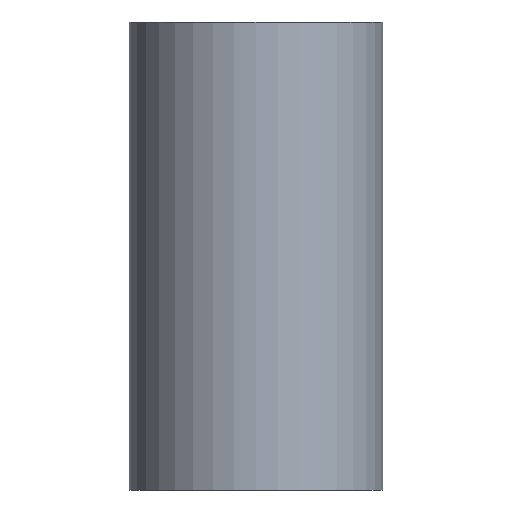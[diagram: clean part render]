
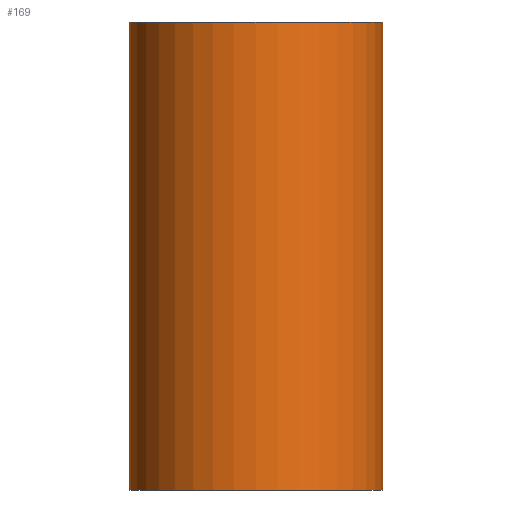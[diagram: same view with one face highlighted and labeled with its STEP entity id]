
A CAD part, left-side view. The second image highlights one B-rep face of the part: STEP entity #169.
In plain terms, the highlighted cylindrical face has radius 45.5 mm (diameter 91 mm), a full revolution.
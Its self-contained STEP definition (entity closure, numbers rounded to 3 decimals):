
#22=FACE_BOUND($,#58,.T.);
#23=FACE_BOUND($,#59,.T.);
#38=B_SPLINE_CURVE_WITH_KNOTS($,3,(#343,#344,#345,#346,#347,#348,#349,#350,
#351,#352,#353,#354,#355,#356,#357,#358,#359,#360),.UNSPECIFIED.,.F.,.F.,
(4,2,2,2,2,2,2,2,4),(12.412,13.205,13.997,
14.789,15.581,16.34,17.1,17.859,
18.619),.UNSPECIFIED.);
#39=B_SPLINE_CURVE_WITH_KNOTS($,3,(#362,#363,#364,#365,#366,#367,#368,#369,
#370,#371,#372,#373,#374,#375,#376,#377,#378,#379),.UNSPECIFIED.,.F.,.F.,
(4,2,2,2,2,2,2,2,4),(-12.412,-11.62,-10.828,
-10.036,-9.244,-8.485,-7.725,
-6.966,-6.206),.UNSPECIFIED.);
#40=B_SPLINE_CURVE_WITH_KNOTS($,3,(#381,#382,#383,#384,#385,#386,#387,#388,
#389,#390,#391,#392,#393,#394,#395,#396,#397,#398),.UNSPECIFIED.,.F.,.F.,
(4,2,2,2,2,2,2,2,4),(18.619,19.378,20.138,
20.897,21.656,22.449,23.241,24.033,
24.825),.UNSPECIFIED.);
#41=B_SPLINE_CURVE_WITH_KNOTS($,3,(#399,#400,#401,#402,#403,#404,#405,#406,
#407,#408,#409,#410,#411,#412,#413,#414,#415,#416),.UNSPECIFIED.,.F.,.F.,
(4,2,2,2,2,2,2,2,4),(-6.206,-5.447,-4.687,
-3.928,-3.168,-2.376,-1.584,
-0.792,0.),.UNSPECIFIED.);
#44=FACE_OUTER_BOUND($,#57,.T.);
#57=EDGE_LOOP($,(#131));
#58=EDGE_LOOP($,(#132));
#59=EDGE_LOOP($,(#133,#134,#135,#136));
#83=CIRCLE($,#189,45.5);
#84=CIRCLE($,#190,45.5);
#96=VERTEX_POINT($,#337);
#97=VERTEX_POINT($,#339);
#98=VERTEX_POINT($,#341);
#99=VERTEX_POINT($,#342);
#100=VERTEX_POINT($,#361);
#101=VERTEX_POINT($,#380);
#113=EDGE_CURVE($,#96,#96,#83,.T.);
#114=EDGE_CURVE($,#97,#97,#84,.T.);
#115=EDGE_CURVE($,#98,#99,#38,.T.);
#116=EDGE_CURVE($,#98,#100,#39,.T.);
#117=EDGE_CURVE($,#100,#101,#40,.T.);
#118=EDGE_CURVE($,#99,#101,#41,.T.);
#131=ORIENTED_EDGE($,*,*,#113,.F.);
#132=ORIENTED_EDGE($,*,*,#114,.T.);
#133=ORIENTED_EDGE($,*,*,#115,.F.);
#134=ORIENTED_EDGE($,*,*,#116,.T.);
#135=ORIENTED_EDGE($,*,*,#117,.T.);
#136=ORIENTED_EDGE($,*,*,#118,.F.);
#162=CYLINDRICAL_SURFACE($,#188,45.5);
#169=ADVANCED_FACE($,(#44,#22,#23),#162,.T.);
#188=AXIS2_PLACEMENT_3D($,#336,#220,#221);
#189=AXIS2_PLACEMENT_3D($,#338,#222,#223);
#190=AXIS2_PLACEMENT_3D($,#340,#224,#225);
#220=DIRECTION('center_axis',(0.,0.,1.));
#221=DIRECTION('ref_axis',(1.,0.,0.));
#222=DIRECTION('center_axis',(0.,0.,1.));
#223=DIRECTION('ref_axis',(1.,0.,0.));
#224=DIRECTION('center_axis',(0.,0.,1.));
#225=DIRECTION('ref_axis',(1.,0.,0.));
#336=CARTESIAN_POINT('Origin',(0.,0.,0.));
#337=CARTESIAN_POINT('',(-45.5,0.,168.));
#338=CARTESIAN_POINT('Origin',(0.,0.,168.));
#339=CARTESIAN_POINT('',(45.5,0.,0.));
#340=CARTESIAN_POINT('Origin',(0.,0.,0.));
#341=CARTESIAN_POINT('',(25.025,-38.,84.));
#342=CARTESIAN_POINT('',(45.5,0.,46.));
#343=CARTESIAN_POINT('Ctrl Pts',(25.025,-38.,84.));
#344=CARTESIAN_POINT('Ctrl Pts',(25.025,-38.,81.36));
#345=CARTESIAN_POINT('Ctrl Pts',(25.454,-37.725,78.775));
#346=CARTESIAN_POINT('Ctrl Pts',(26.922,-36.692,73.792));
#347=CARTESIAN_POINT('Ctrl Pts',(27.953,-35.933,71.392));
#348=CARTESIAN_POINT('Ctrl Pts',(30.287,-33.989,66.828));
#349=CARTESIAN_POINT('Ctrl Pts',(31.588,-32.802,64.663));
#350=CARTESIAN_POINT('Ctrl Pts',(34.197,-30.072,60.643));
#351=CARTESIAN_POINT('Ctrl Pts',(35.505,-28.528,58.788));
#352=CARTESIAN_POINT('Ctrl Pts',(37.882,-25.28,55.54));
#353=CARTESIAN_POINT('Ctrl Pts',(39.047,-23.468,54.014));
#354=CARTESIAN_POINT('Ctrl Pts',(41.19,-19.462,51.272));
#355=CARTESIAN_POINT('Ctrl Pts',(42.168,-17.268,50.056));
#356=CARTESIAN_POINT('Ctrl Pts',(43.786,-12.614,48.065));
#357=CARTESIAN_POINT('Ctrl Pts',(44.427,-10.148,47.29));
#358=CARTESIAN_POINT('Ctrl Pts',(45.285,-5.107,46.257));
#359=CARTESIAN_POINT('Ctrl Pts',(45.5,-2.531,46.));
#360=CARTESIAN_POINT('Ctrl Pts',(45.5,0.,46.));
#361=CARTESIAN_POINT('',(45.5,0.,122.));
#362=CARTESIAN_POINT('Ctrl Pts',(25.025,-38.,84.));
#363=CARTESIAN_POINT('Ctrl Pts',(25.025,-38.,86.64));
#364=CARTESIAN_POINT('Ctrl Pts',(25.454,-37.725,89.225));
#365=CARTESIAN_POINT('Ctrl Pts',(26.922,-36.692,94.208));
#366=CARTESIAN_POINT('Ctrl Pts',(27.953,-35.933,96.608));
#367=CARTESIAN_POINT('Ctrl Pts',(30.287,-33.989,101.172));
#368=CARTESIAN_POINT('Ctrl Pts',(31.588,-32.802,103.337));
#369=CARTESIAN_POINT('Ctrl Pts',(34.197,-30.072,107.357));
#370=CARTESIAN_POINT('Ctrl Pts',(35.505,-28.528,109.212));
#371=CARTESIAN_POINT('Ctrl Pts',(37.882,-25.28,112.46));
#372=CARTESIAN_POINT('Ctrl Pts',(39.047,-23.468,113.986));
#373=CARTESIAN_POINT('Ctrl Pts',(41.19,-19.462,116.728));
#374=CARTESIAN_POINT('Ctrl Pts',(42.168,-17.268,117.944));
#375=CARTESIAN_POINT('Ctrl Pts',(43.786,-12.614,119.935));
#376=CARTESIAN_POINT('Ctrl Pts',(44.427,-10.148,120.71));
#377=CARTESIAN_POINT('Ctrl Pts',(45.285,-5.107,121.743));
#378=CARTESIAN_POINT('Ctrl Pts',(45.5,-2.531,122.));
#379=CARTESIAN_POINT('Ctrl Pts',(45.5,0.,122.));
#380=CARTESIAN_POINT('',(25.025,38.,84.));
#381=CARTESIAN_POINT('Ctrl Pts',(45.5,0.,122.));
#382=CARTESIAN_POINT('Ctrl Pts',(45.5,2.531,122.));
#383=CARTESIAN_POINT('Ctrl Pts',(45.285,5.107,121.743));
#384=CARTESIAN_POINT('Ctrl Pts',(44.427,10.148,120.71));
#385=CARTESIAN_POINT('Ctrl Pts',(43.786,12.614,119.935));
#386=CARTESIAN_POINT('Ctrl Pts',(42.168,17.268,117.944));
#387=CARTESIAN_POINT('Ctrl Pts',(41.19,19.462,116.728));
#388=CARTESIAN_POINT('Ctrl Pts',(39.047,23.468,113.986));
#389=CARTESIAN_POINT('Ctrl Pts',(37.882,25.28,112.46));
#390=CARTESIAN_POINT('Ctrl Pts',(35.505,28.528,109.212));
#391=CARTESIAN_POINT('Ctrl Pts',(34.197,30.072,107.357));
#392=CARTESIAN_POINT('Ctrl Pts',(31.588,32.802,103.337));
#393=CARTESIAN_POINT('Ctrl Pts',(30.287,33.989,101.172));
#394=CARTESIAN_POINT('Ctrl Pts',(27.953,35.933,96.608));
#395=CARTESIAN_POINT('Ctrl Pts',(26.922,36.692,94.208));
#396=CARTESIAN_POINT('Ctrl Pts',(25.454,37.725,89.225));
#397=CARTESIAN_POINT('Ctrl Pts',(25.025,38.,86.64));
#398=CARTESIAN_POINT('Ctrl Pts',(25.025,38.,84.));
#399=CARTESIAN_POINT('Ctrl Pts',(45.5,0.,46.));
#400=CARTESIAN_POINT('Ctrl Pts',(45.5,2.531,46.));
#401=CARTESIAN_POINT('Ctrl Pts',(45.285,5.107,46.257));
#402=CARTESIAN_POINT('Ctrl Pts',(44.427,10.148,47.29));
#403=CARTESIAN_POINT('Ctrl Pts',(43.786,12.614,48.065));
#404=CARTESIAN_POINT('Ctrl Pts',(42.168,17.268,50.056));
#405=CARTESIAN_POINT('Ctrl Pts',(41.19,19.462,51.272));
#406=CARTESIAN_POINT('Ctrl Pts',(39.047,23.468,54.014));
#407=CARTESIAN_POINT('Ctrl Pts',(37.882,25.28,55.54));
#408=CARTESIAN_POINT('Ctrl Pts',(35.505,28.528,58.788));
#409=CARTESIAN_POINT('Ctrl Pts',(34.197,30.072,60.643));
#410=CARTESIAN_POINT('Ctrl Pts',(31.588,32.802,64.663));
#411=CARTESIAN_POINT('Ctrl Pts',(30.287,33.989,66.828));
#412=CARTESIAN_POINT('Ctrl Pts',(27.953,35.933,71.392));
#413=CARTESIAN_POINT('Ctrl Pts',(26.922,36.692,73.792));
#414=CARTESIAN_POINT('Ctrl Pts',(25.454,37.725,78.775));
#415=CARTESIAN_POINT('Ctrl Pts',(25.025,38.,81.36));
#416=CARTESIAN_POINT('Ctrl Pts',(25.025,38.,84.));
